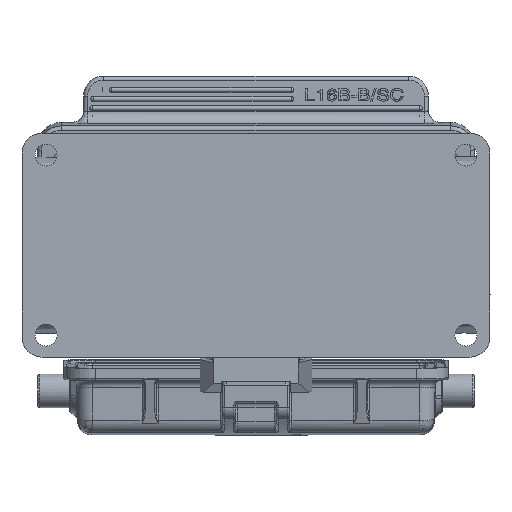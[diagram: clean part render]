
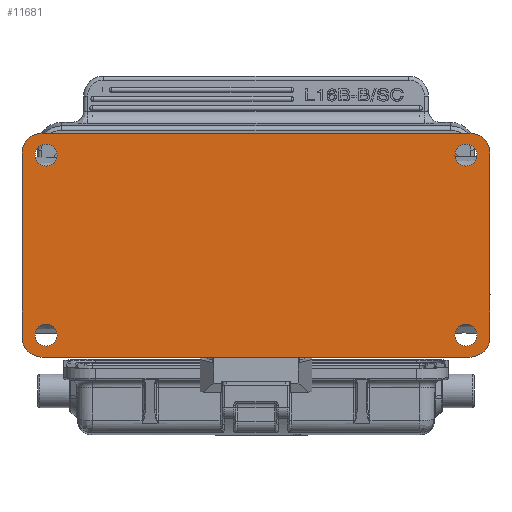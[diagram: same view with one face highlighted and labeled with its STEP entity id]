
A CAD part, front view. The second image highlights one B-rep face of the part: STEP entity #11681.
In plain terms, the highlighted planar face has unit normal (0, -1, 0).
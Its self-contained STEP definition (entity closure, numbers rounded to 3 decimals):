
#11681=ADVANCED_FACE('',(#14057,#14058,#14059,#14060,#14061),#13368,.F.);
#13368=PLANE('',#40455);
#14057=FACE_BOUND('',#14623,.T.);
#14058=FACE_BOUND('',#14624,.T.);
#14059=FACE_BOUND('',#14625,.T.);
#14060=FACE_BOUND('',#14626,.T.);
#14061=FACE_BOUND('',#14627,.T.);
#14623=EDGE_LOOP('',(#22191,#22192,#22193,#22194,#22195,#22196,#22197,#22198));
#14624=EDGE_LOOP('',(#22199,#22200));
#14625=EDGE_LOOP('',(#22201,#22202));
#14626=EDGE_LOOP('',(#22203,#22204));
#14627=EDGE_LOOP('',(#22205,#22206));
#16561=LINE('',#54198,#18434);
#16727=LINE('',#57311,#18600);
#16739=LINE('',#57389,#18612);
#16765=LINE('',#59291,#18638);
#18434=VECTOR('',#43623,1.);
#18600=VECTOR('',#44217,1.);
#18612=VECTOR('',#44245,1.);
#18638=VECTOR('',#44449,1.);
#22191=ORIENTED_EDGE('',*,*,#34711,.F.);
#22192=ORIENTED_EDGE('',*,*,#34715,.F.);
#22193=ORIENTED_EDGE('',*,*,#34841,.F.);
#22194=ORIENTED_EDGE('',*,*,#34324,.F.);
#22195=ORIENTED_EDGE('',*,*,#34836,.F.);
#22196=ORIENTED_EDGE('',*,*,#34838,.T.);
#22197=ORIENTED_EDGE('',*,*,#34840,.F.);
#22198=ORIENTED_EDGE('',*,*,#34694,.F.);
#22199=ORIENTED_EDGE('',*,*,#34842,.F.);
#22200=ORIENTED_EDGE('',*,*,#34843,.F.);
#22201=ORIENTED_EDGE('',*,*,#34844,.F.);
#22202=ORIENTED_EDGE('',*,*,#34845,.F.);
#22203=ORIENTED_EDGE('',*,*,#34846,.F.);
#22204=ORIENTED_EDGE('',*,*,#34847,.F.);
#22205=ORIENTED_EDGE('',*,*,#34848,.F.);
#22206=ORIENTED_EDGE('',*,*,#34849,.F.);
#30830=VERTEX_POINT('',#54197);
#30831=VERTEX_POINT('',#54199);
#31069=VERTEX_POINT('',#57312);
#31070=VERTEX_POINT('',#57313);
#31086=VERTEX_POINT('',#57381);
#31089=VERTEX_POINT('',#57388);
#31151=VERTEX_POINT('',#59288);
#31152=VERTEX_POINT('',#59292);
#31153=VERTEX_POINT('',#59299);
#31154=VERTEX_POINT('',#59300);
#31155=VERTEX_POINT('',#59303);
#31156=VERTEX_POINT('',#59304);
#31157=VERTEX_POINT('',#59307);
#31158=VERTEX_POINT('',#59308);
#31159=VERTEX_POINT('',#59311);
#31160=VERTEX_POINT('',#59312);
#34324=EDGE_CURVE('',#30830,#30831,#16561,.T.);
#34694=EDGE_CURVE('',#31069,#31070,#16727,.T.);
#34711=EDGE_CURVE('',#31086,#31069,#38963,.T.);
#34715=EDGE_CURVE('',#31089,#31086,#16739,.T.);
#34836=EDGE_CURVE('',#31151,#30830,#39002,.T.);
#34838=EDGE_CURVE('',#31151,#31152,#16765,.T.);
#34840=EDGE_CURVE('',#31070,#31152,#39003,.T.);
#34841=EDGE_CURVE('',#30831,#31089,#39004,.T.);
#34842=EDGE_CURVE('',#31153,#31154,#39005,.T.);
#34843=EDGE_CURVE('',#31154,#31153,#39006,.T.);
#34844=EDGE_CURVE('',#31155,#31156,#39007,.T.);
#34845=EDGE_CURVE('',#31156,#31155,#39008,.T.);
#34846=EDGE_CURVE('',#31157,#31158,#39009,.T.);
#34847=EDGE_CURVE('',#31158,#31157,#39010,.T.);
#34848=EDGE_CURVE('',#31159,#31160,#39011,.T.);
#34849=EDGE_CURVE('',#31160,#31159,#39012,.T.);
#38963=CIRCLE('',#40351,5.);
#39002=CIRCLE('',#40441,5.);
#39003=CIRCLE('',#40444,5.);
#39004=CIRCLE('',#40446,5.);
#39005=CIRCLE('',#40447,2.75);
#39006=CIRCLE('',#40448,2.75);
#39007=CIRCLE('',#40449,2.75);
#39008=CIRCLE('',#40450,2.75);
#39009=CIRCLE('',#40451,2.75);
#39010=CIRCLE('',#40452,2.75);
#39011=CIRCLE('',#40453,2.75);
#39012=CIRCLE('',#40454,2.75);
#40351=AXIS2_PLACEMENT_3D('',#57380,#44237,#44238);
#40441=AXIS2_PLACEMENT_3D('',#59287,#44444,#44445);
#40444=AXIS2_PLACEMENT_3D('',#59295,#44453,#44454);
#40446=AXIS2_PLACEMENT_3D('',#59297,#44457,#44458);
#40447=AXIS2_PLACEMENT_3D('',#59298,#44459,#44460);
#40448=AXIS2_PLACEMENT_3D('',#59301,#44461,#44462);
#40449=AXIS2_PLACEMENT_3D('',#59302,#44463,#44464);
#40450=AXIS2_PLACEMENT_3D('',#59305,#44465,#44466);
#40451=AXIS2_PLACEMENT_3D('',#59306,#44467,#44468);
#40452=AXIS2_PLACEMENT_3D('',#59309,#44469,#44470);
#40453=AXIS2_PLACEMENT_3D('',#59310,#44471,#44472);
#40454=AXIS2_PLACEMENT_3D('',#59313,#44473,#44474);
#40455=AXIS2_PLACEMENT_3D('',#59314,#44475,#44476);
#43623=DIRECTION('',(0.,0.,1.));
#44217=DIRECTION('',(0.,0.,-1.));
#44237=DIRECTION('',(0.,1.,0.));
#44238=DIRECTION('',(0.,0.,1.));
#44245=DIRECTION('',(1.,0.,0.));
#44444=DIRECTION('',(0.,1.,0.));
#44445=DIRECTION('',(0.,0.,-1.));
#44449=DIRECTION('',(1.,0.,0.));
#44453=DIRECTION('',(0.,1.,0.));
#44454=DIRECTION('',(1.,0.,0.));
#44457=DIRECTION('',(0.,1.,0.));
#44458=DIRECTION('',(-1.,0.,0.));
#44459=DIRECTION('',(0.,-1.,0.));
#44460=DIRECTION('',(0.,0.,-1.));
#44461=DIRECTION('',(0.,-1.,0.));
#44462=DIRECTION('',(0.,0.,1.));
#44463=DIRECTION('',(0.,-1.,0.));
#44464=DIRECTION('',(0.,0.,-1.));
#44465=DIRECTION('',(0.,-1.,0.));
#44466=DIRECTION('',(0.,0.,1.));
#44467=DIRECTION('',(0.,-1.,0.));
#44468=DIRECTION('',(0.,0.,-1.));
#44469=DIRECTION('',(0.,-1.,0.));
#44470=DIRECTION('',(0.,0.,1.));
#44471=DIRECTION('',(0.,-1.,0.));
#44472=DIRECTION('',(0.,0.,-1.));
#44473=DIRECTION('',(0.,-1.,0.));
#44474=DIRECTION('',(0.,0.,1.));
#44475=DIRECTION('',(0.,1.,0.));
#44476=DIRECTION('',(0.,0.,1.));
#54197=CARTESIAN_POINT('',(1.,0.,-51.));
#54198=CARTESIAN_POINT('',(1.,0.,-51.));
#54199=CARTESIAN_POINT('',(1.,0.,-5.));
#57311=CARTESIAN_POINT('',(118.,0.,-5.));
#57312=CARTESIAN_POINT('',(118.,0.,-5.));
#57313=CARTESIAN_POINT('',(118.,0.,-51.));
#57380=CARTESIAN_POINT('',(113.,0.,-5.));
#57381=CARTESIAN_POINT('',(113.,0.,0.));
#57388=CARTESIAN_POINT('',(6.,0.,0.));
#57389=CARTESIAN_POINT('',(6.,0.,0.));
#59287=CARTESIAN_POINT('',(6.,0.,-51.));
#59288=CARTESIAN_POINT('',(6.,0.,-56.));
#59291=CARTESIAN_POINT('',(6.,0.,-56.));
#59292=CARTESIAN_POINT('',(113.,0.,-56.));
#59295=CARTESIAN_POINT('',(113.,0.,-51.));
#59297=CARTESIAN_POINT('',(6.,0.,-5.));
#59298=CARTESIAN_POINT('',(7.,0.,-5.5));
#59299=CARTESIAN_POINT('',(7.,0.,-8.25));
#59300=CARTESIAN_POINT('',(7.,0.,-2.75));
#59301=CARTESIAN_POINT('',(7.,0.,-5.5));
#59302=CARTESIAN_POINT('',(7.,0.,-50.5));
#59303=CARTESIAN_POINT('',(7.,0.,-53.25));
#59304=CARTESIAN_POINT('',(7.,0.,-47.75));
#59305=CARTESIAN_POINT('',(7.,0.,-50.5));
#59306=CARTESIAN_POINT('',(112.,0.,-50.5));
#59307=CARTESIAN_POINT('',(112.,0.,-53.25));
#59308=CARTESIAN_POINT('',(112.,0.,-47.75));
#59309=CARTESIAN_POINT('',(112.,0.,-50.5));
#59310=CARTESIAN_POINT('',(112.,0.,-5.5));
#59311=CARTESIAN_POINT('',(112.,0.,-8.25));
#59312=CARTESIAN_POINT('',(112.,0.,-2.75));
#59313=CARTESIAN_POINT('',(112.,0.,-5.5));
#59314=CARTESIAN_POINT('',(59.5,0.,-28.));
